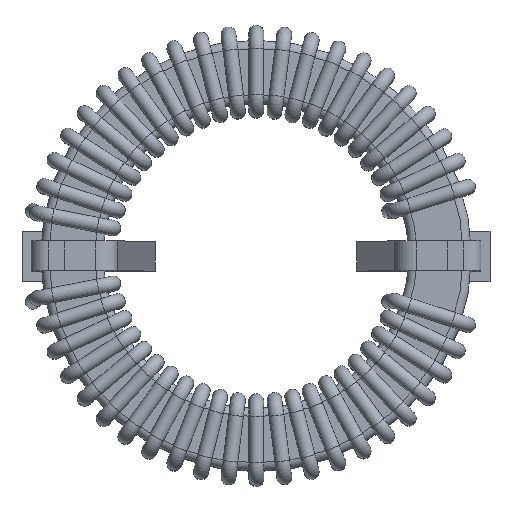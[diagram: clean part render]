
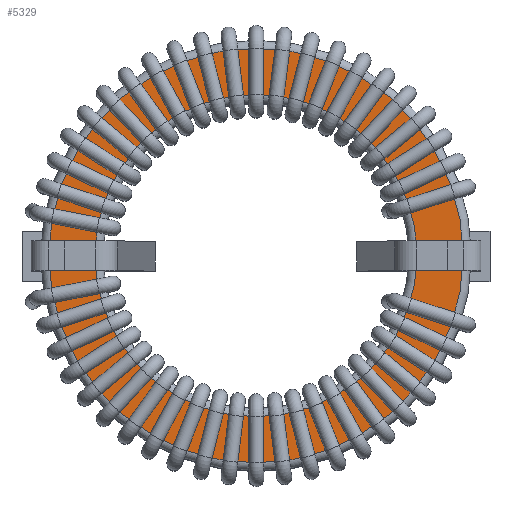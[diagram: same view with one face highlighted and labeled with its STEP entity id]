
A CAD part, top view. The second image highlights one B-rep face of the part: STEP entity #5329.
In plain terms, the highlighted planar face has unit normal (0, 0, 1).
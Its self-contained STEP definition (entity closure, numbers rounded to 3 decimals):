
#597=CIRCLE('',#6036,19.55);
#598=CIRCLE('',#6038,25.15);
#1113=FACE_BOUND('',#2158,.T.);
#1509=FACE_OUTER_BOUND('',#2157,.T.);
#2157=EDGE_LOOP('',(#4413));
#2158=EDGE_LOOP('',(#4414));
#3099=VERTEX_POINT('',#9061);
#3100=VERTEX_POINT('',#9064);
#3615=EDGE_CURVE('',#3099,#3099,#597,.T.);
#3616=EDGE_CURVE('',#3100,#3100,#598,.T.);
#4413=ORIENTED_EDGE('',*,*,#3616,.F.);
#4414=ORIENTED_EDGE('',*,*,#3615,.F.);
#5068=PLANE('',#6037);
#5329=ADVANCED_FACE('',(#1509,#1113),#5068,.T.);
#6036=AXIS2_PLACEMENT_3D('',#9062,#7360,#7361);
#6037=AXIS2_PLACEMENT_3D('',#9063,#7362,#7363);
#6038=AXIS2_PLACEMENT_3D('',#9065,#7364,#7365);
#7360=DIRECTION('center_axis',(0.,0.,1.));
#7361=DIRECTION('ref_axis',(-1.,0.,0.));
#7362=DIRECTION('center_axis',(0.,0.,1.));
#7363=DIRECTION('ref_axis',(1.,0.,0.));
#7364=DIRECTION('center_axis',(0.,0.,-1.));
#7365=DIRECTION('ref_axis',(-1.,0.,0.));
#9061=CARTESIAN_POINT('',(19.55,0.,47.4));
#9062=CARTESIAN_POINT('Origin',(0.,0.,47.4));
#9063=CARTESIAN_POINT('Origin',(0.,0.,
47.4));
#9064=CARTESIAN_POINT('',(25.15,0.,47.4));
#9065=CARTESIAN_POINT('Origin',(0.,0.,47.4));
